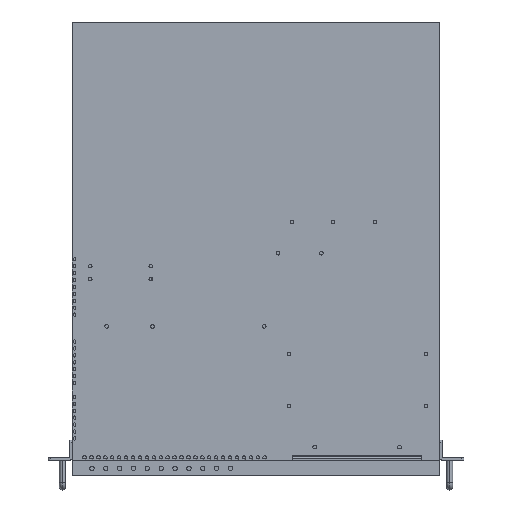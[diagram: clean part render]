
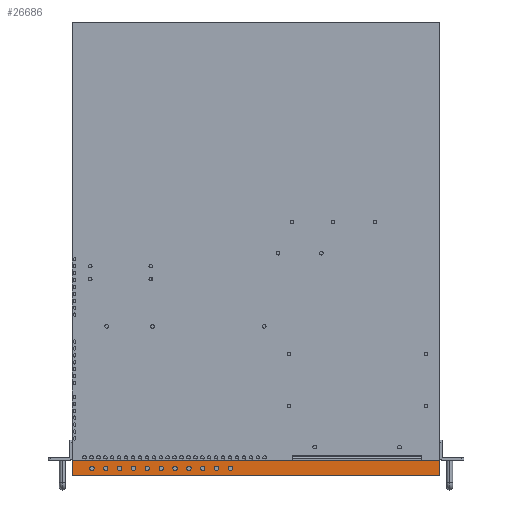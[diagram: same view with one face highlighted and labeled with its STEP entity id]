
A CAD part, front view. The second image highlights one B-rep face of the part: STEP entity #26686.
In plain terms, the highlighted planar face has unit normal (0, -1, 0).
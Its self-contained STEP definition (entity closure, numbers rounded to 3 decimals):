
#23560=DIRECTION('',(-1.,0.,0.));
#23561=VECTOR('',#23560,424.);
#23562=CARTESIAN_POINT('',(212.,0.,-253.));
#23563=LINE('',#23562,#23561);
#24296=DIRECTION('',(0.,0.,-1.));
#24297=VECTOR('',#24296,18.);
#24298=CARTESIAN_POINT('',(212.,0.,-253.));
#24299=LINE('',#24298,#24297);
#24300=CARTESIAN_POINT('',(-189.5,0.,-262.5));
#24301=DIRECTION('',(0.,-1.,0.));
#24302=DIRECTION('',(-1.,0.,0.));
#24303=AXIS2_PLACEMENT_3D('',#24300,#24301,#24302);
#24305=CARTESIAN_POINT('',(-189.5,0.,-262.5));
#24306=DIRECTION('',(0.,-1.,0.));
#24307=DIRECTION('',(1.,0.,0.));
#24308=AXIS2_PLACEMENT_3D('',#24305,#24306,#24307);
#24310=CARTESIAN_POINT('',(-173.5,0.,-262.5));
#24311=DIRECTION('',(0.,-1.,0.));
#24312=DIRECTION('',(-1.,0.,0.));
#24313=AXIS2_PLACEMENT_3D('',#24310,#24311,#24312);
#24315=CARTESIAN_POINT('',(-173.5,0.,-262.5));
#24316=DIRECTION('',(0.,-1.,0.));
#24317=DIRECTION('',(1.,0.,0.));
#24318=AXIS2_PLACEMENT_3D('',#24315,#24316,#24317);
#24320=CARTESIAN_POINT('',(-157.5,0.,-262.5));
#24321=DIRECTION('',(0.,-1.,0.));
#24322=DIRECTION('',(-1.,0.,0.));
#24323=AXIS2_PLACEMENT_3D('',#24320,#24321,#24322);
#24325=CARTESIAN_POINT('',(-157.5,0.,-262.5));
#24326=DIRECTION('',(0.,-1.,0.));
#24327=DIRECTION('',(1.,0.,0.));
#24328=AXIS2_PLACEMENT_3D('',#24325,#24326,#24327);
#24330=CARTESIAN_POINT('',(-141.5,0.,-262.5));
#24331=DIRECTION('',(0.,-1.,0.));
#24332=DIRECTION('',(-1.,0.,0.));
#24333=AXIS2_PLACEMENT_3D('',#24330,#24331,#24332);
#24335=CARTESIAN_POINT('',(-141.5,0.,-262.5));
#24336=DIRECTION('',(0.,-1.,0.));
#24337=DIRECTION('',(1.,0.,0.));
#24338=AXIS2_PLACEMENT_3D('',#24335,#24336,#24337);
#24340=CARTESIAN_POINT('',(-125.5,0.,-262.5));
#24341=DIRECTION('',(0.,-1.,0.));
#24342=DIRECTION('',(-1.,0.,0.));
#24343=AXIS2_PLACEMENT_3D('',#24340,#24341,#24342);
#24345=CARTESIAN_POINT('',(-125.5,0.,-262.5));
#24346=DIRECTION('',(0.,-1.,0.));
#24347=DIRECTION('',(1.,0.,0.));
#24348=AXIS2_PLACEMENT_3D('',#24345,#24346,#24347);
#24350=CARTESIAN_POINT('',(-109.5,0.,-262.5));
#24351=DIRECTION('',(0.,-1.,0.));
#24352=DIRECTION('',(-1.,0.,0.));
#24353=AXIS2_PLACEMENT_3D('',#24350,#24351,#24352);
#24355=CARTESIAN_POINT('',(-109.5,0.,-262.5));
#24356=DIRECTION('',(0.,-1.,0.));
#24357=DIRECTION('',(1.,0.,0.));
#24358=AXIS2_PLACEMENT_3D('',#24355,#24356,#24357);
#24360=CARTESIAN_POINT('',(-93.5,0.,-262.5));
#24361=DIRECTION('',(0.,-1.,0.));
#24362=DIRECTION('',(-1.,0.,0.));
#24363=AXIS2_PLACEMENT_3D('',#24360,#24361,#24362);
#24365=CARTESIAN_POINT('',(-93.5,0.,-262.5));
#24366=DIRECTION('',(0.,-1.,0.));
#24367=DIRECTION('',(1.,0.,0.));
#24368=AXIS2_PLACEMENT_3D('',#24365,#24366,#24367);
#24370=CARTESIAN_POINT('',(-77.5,0.,-262.5));
#24371=DIRECTION('',(0.,-1.,0.));
#24372=DIRECTION('',(-1.,0.,0.));
#24373=AXIS2_PLACEMENT_3D('',#24370,#24371,#24372);
#24375=CARTESIAN_POINT('',(-77.5,0.,-262.5));
#24376=DIRECTION('',(0.,-1.,0.));
#24377=DIRECTION('',(1.,0.,0.));
#24378=AXIS2_PLACEMENT_3D('',#24375,#24376,#24377);
#24380=CARTESIAN_POINT('',(-61.5,0.,-262.5));
#24381=DIRECTION('',(0.,-1.,0.));
#24382=DIRECTION('',(-1.,0.,0.));
#24383=AXIS2_PLACEMENT_3D('',#24380,#24381,#24382);
#24385=CARTESIAN_POINT('',(-61.5,0.,-262.5));
#24386=DIRECTION('',(0.,-1.,0.));
#24387=DIRECTION('',(1.,0.,0.));
#24388=AXIS2_PLACEMENT_3D('',#24385,#24386,#24387);
#24390=CARTESIAN_POINT('',(-45.5,0.,-262.5));
#24391=DIRECTION('',(0.,-1.,0.));
#24392=DIRECTION('',(-1.,0.,0.));
#24393=AXIS2_PLACEMENT_3D('',#24390,#24391,#24392);
#24395=CARTESIAN_POINT('',(-45.5,0.,-262.5));
#24396=DIRECTION('',(0.,-1.,0.));
#24397=DIRECTION('',(1.,0.,0.));
#24398=AXIS2_PLACEMENT_3D('',#24395,#24396,#24397);
#24400=CARTESIAN_POINT('',(-29.5,0.,-262.5));
#24401=DIRECTION('',(0.,-1.,0.));
#24402=DIRECTION('',(-1.,0.,0.));
#24403=AXIS2_PLACEMENT_3D('',#24400,#24401,#24402);
#24405=CARTESIAN_POINT('',(-29.5,0.,-262.5));
#24406=DIRECTION('',(0.,-1.,0.));
#24407=DIRECTION('',(1.,0.,0.));
#24408=AXIS2_PLACEMENT_3D('',#24405,#24406,#24407);
#24418=DIRECTION('',(0.,0.,-1.));
#24419=VECTOR('',#24418,18.);
#24420=CARTESIAN_POINT('',(-212.,0.,-253.));
#24421=LINE('',#24420,#24419);
#24434=DIRECTION('',(-1.,0.,0.));
#24435=VECTOR('',#24434,424.);
#24436=CARTESIAN_POINT('',(212.,0.,-271.));
#24437=LINE('',#24436,#24435);
#25477=CARTESIAN_POINT('',(212.,0.,-253.));
#25479=VERTEX_POINT('',#25477);
#25480=CARTESIAN_POINT('',(-212.,0.,-253.));
#25481=VERTEX_POINT('',#25480);
#25485=CARTESIAN_POINT('',(212.,0.,-271.));
#25487=VERTEX_POINT('',#25485);
#25488=CARTESIAN_POINT('',(-212.,0.,-271.));
#25489=VERTEX_POINT('',#25488);
#25524=CARTESIAN_POINT('',(-192.,0.,-262.5));
#25525=CARTESIAN_POINT('',(-187.,0.,-262.5));
#25526=VERTEX_POINT('',#25524);
#25527=VERTEX_POINT('',#25525);
#25532=CARTESIAN_POINT('',(-176.,0.,-262.5));
#25533=CARTESIAN_POINT('',(-171.,0.,-262.5));
#25534=VERTEX_POINT('',#25532);
#25535=VERTEX_POINT('',#25533);
#25540=CARTESIAN_POINT('',(-160.,0.,-262.5));
#25541=CARTESIAN_POINT('',(-155.,0.,-262.5));
#25542=VERTEX_POINT('',#25540);
#25543=VERTEX_POINT('',#25541);
#25548=CARTESIAN_POINT('',(-144.,0.,-262.5));
#25549=CARTESIAN_POINT('',(-139.,0.,-262.5));
#25550=VERTEX_POINT('',#25548);
#25551=VERTEX_POINT('',#25549);
#25556=CARTESIAN_POINT('',(-128.,0.,-262.5));
#25557=CARTESIAN_POINT('',(-123.,0.,-262.5));
#25558=VERTEX_POINT('',#25556);
#25559=VERTEX_POINT('',#25557);
#25564=CARTESIAN_POINT('',(-112.,0.,-262.5));
#25565=CARTESIAN_POINT('',(-107.,0.,-262.5));
#25566=VERTEX_POINT('',#25564);
#25567=VERTEX_POINT('',#25565);
#25572=CARTESIAN_POINT('',(-96.,0.,-262.5));
#25573=CARTESIAN_POINT('',(-91.,0.,-262.5));
#25574=VERTEX_POINT('',#25572);
#25575=VERTEX_POINT('',#25573);
#25580=CARTESIAN_POINT('',(-80.,0.,-262.5));
#25581=CARTESIAN_POINT('',(-75.,0.,-262.5));
#25582=VERTEX_POINT('',#25580);
#25583=VERTEX_POINT('',#25581);
#25588=CARTESIAN_POINT('',(-64.,0.,-262.5));
#25589=CARTESIAN_POINT('',(-59.,0.,-262.5));
#25590=VERTEX_POINT('',#25588);
#25591=VERTEX_POINT('',#25589);
#25596=CARTESIAN_POINT('',(-48.,0.,-262.5));
#25597=CARTESIAN_POINT('',(-43.,0.,-262.5));
#25598=VERTEX_POINT('',#25596);
#25599=VERTEX_POINT('',#25597);
#25604=CARTESIAN_POINT('',(-32.,0.,-262.5));
#25605=CARTESIAN_POINT('',(-27.,0.,-262.5));
#25606=VERTEX_POINT('',#25604);
#25607=VERTEX_POINT('',#25605);
#26607=CARTESIAN_POINT('',(212.,0.,-253.));
#26608=DIRECTION('',(0.,-1.,0.));
#26609=DIRECTION('',(-1.,0.,0.));
#26610=AXIS2_PLACEMENT_3D('',#26607,#26608,#26609);
#26611=PLANE('',#26610);
#26612=ORIENTED_EDGE('',*,*,#26043,.F.);
#26614=ORIENTED_EDGE('',*,*,#26613,.T.);
#26616=ORIENTED_EDGE('',*,*,#26615,.T.);
#26618=ORIENTED_EDGE('',*,*,#26617,.F.);
#26619=EDGE_LOOP('',(#26612,#26614,#26616,#26618));
#26620=FACE_OUTER_BOUND('',#26619,.F.);
#26621=ORIENTED_EDGE('',*,*,#26597,.T.);
#26623=ORIENTED_EDGE('',*,*,#26622,.T.);
#26624=EDGE_LOOP('',(#26621,#26623));
#26625=FACE_BOUND('',#26624,.F.);
#26627=ORIENTED_EDGE('',*,*,#26626,.T.);
#26629=ORIENTED_EDGE('',*,*,#26628,.T.);
#26630=EDGE_LOOP('',(#26627,#26629));
#26631=FACE_BOUND('',#26630,.F.);
#26633=ORIENTED_EDGE('',*,*,#26632,.T.);
#26635=ORIENTED_EDGE('',*,*,#26634,.T.);
#26636=EDGE_LOOP('',(#26633,#26635));
#26637=FACE_BOUND('',#26636,.F.);
#26639=ORIENTED_EDGE('',*,*,#26638,.T.);
#26641=ORIENTED_EDGE('',*,*,#26640,.T.);
#26642=EDGE_LOOP('',(#26639,#26641));
#26643=FACE_BOUND('',#26642,.F.);
#26645=ORIENTED_EDGE('',*,*,#26644,.T.);
#26647=ORIENTED_EDGE('',*,*,#26646,.T.);
#26648=EDGE_LOOP('',(#26645,#26647));
#26649=FACE_BOUND('',#26648,.F.);
#26651=ORIENTED_EDGE('',*,*,#26650,.T.);
#26653=ORIENTED_EDGE('',*,*,#26652,.T.);
#26654=EDGE_LOOP('',(#26651,#26653));
#26655=FACE_BOUND('',#26654,.F.);
#26657=ORIENTED_EDGE('',*,*,#26656,.T.);
#26659=ORIENTED_EDGE('',*,*,#26658,.T.);
#26660=EDGE_LOOP('',(#26657,#26659));
#26661=FACE_BOUND('',#26660,.F.);
#26663=ORIENTED_EDGE('',*,*,#26662,.T.);
#26665=ORIENTED_EDGE('',*,*,#26664,.T.);
#26666=EDGE_LOOP('',(#26663,#26665));
#26667=FACE_BOUND('',#26666,.F.);
#26669=ORIENTED_EDGE('',*,*,#26668,.T.);
#26671=ORIENTED_EDGE('',*,*,#26670,.T.);
#26672=EDGE_LOOP('',(#26669,#26671));
#26673=FACE_BOUND('',#26672,.F.);
#26675=ORIENTED_EDGE('',*,*,#26674,.T.);
#26677=ORIENTED_EDGE('',*,*,#26676,.T.);
#26678=EDGE_LOOP('',(#26675,#26677));
#26679=FACE_BOUND('',#26678,.F.);
#26681=ORIENTED_EDGE('',*,*,#26680,.T.);
#26683=ORIENTED_EDGE('',*,*,#26682,.T.);
#26684=EDGE_LOOP('',(#26681,#26683));
#26685=FACE_BOUND('',#26684,.F.);
#26686=ADVANCED_FACE('',(#26620,#26625,#26631,#26637,#26643,#26649,#26655,
#26661,#26667,#26673,#26679,#26685),#26611,.T.);
#24304=CIRCLE('',#24303,2.5);
#24309=CIRCLE('',#24308,2.5);
#24314=CIRCLE('',#24313,2.5);
#24319=CIRCLE('',#24318,2.5);
#24324=CIRCLE('',#24323,2.5);
#24329=CIRCLE('',#24328,2.5);
#24334=CIRCLE('',#24333,2.5);
#24339=CIRCLE('',#24338,2.5);
#24344=CIRCLE('',#24343,2.5);
#24349=CIRCLE('',#24348,2.5);
#24354=CIRCLE('',#24353,2.5);
#24359=CIRCLE('',#24358,2.5);
#24364=CIRCLE('',#24363,2.5);
#24369=CIRCLE('',#24368,2.5);
#24374=CIRCLE('',#24373,2.5);
#24379=CIRCLE('',#24378,2.5);
#24384=CIRCLE('',#24383,2.5);
#24389=CIRCLE('',#24388,2.5);
#24394=CIRCLE('',#24393,2.5);
#24399=CIRCLE('',#24398,2.5);
#24404=CIRCLE('',#24403,2.5);
#24409=CIRCLE('',#24408,2.5);
#26043=EDGE_CURVE('',#25479,#25481,#23563,.T.);
#26597=EDGE_CURVE('',#25526,#25527,#24304,.T.);
#26613=EDGE_CURVE('',#25479,#25487,#24299,.T.);
#26615=EDGE_CURVE('',#25487,#25489,#24437,.T.);
#26617=EDGE_CURVE('',#25481,#25489,#24421,.T.);
#26622=EDGE_CURVE('',#25527,#25526,#24309,.T.);
#26626=EDGE_CURVE('',#25534,#25535,#24314,.T.);
#26628=EDGE_CURVE('',#25535,#25534,#24319,.T.);
#26632=EDGE_CURVE('',#25542,#25543,#24324,.T.);
#26634=EDGE_CURVE('',#25543,#25542,#24329,.T.);
#26638=EDGE_CURVE('',#25550,#25551,#24334,.T.);
#26640=EDGE_CURVE('',#25551,#25550,#24339,.T.);
#26644=EDGE_CURVE('',#25558,#25559,#24344,.T.);
#26646=EDGE_CURVE('',#25559,#25558,#24349,.T.);
#26650=EDGE_CURVE('',#25566,#25567,#24354,.T.);
#26652=EDGE_CURVE('',#25567,#25566,#24359,.T.);
#26656=EDGE_CURVE('',#25574,#25575,#24364,.T.);
#26658=EDGE_CURVE('',#25575,#25574,#24369,.T.);
#26662=EDGE_CURVE('',#25582,#25583,#24374,.T.);
#26664=EDGE_CURVE('',#25583,#25582,#24379,.T.);
#26668=EDGE_CURVE('',#25590,#25591,#24384,.T.);
#26670=EDGE_CURVE('',#25591,#25590,#24389,.T.);
#26674=EDGE_CURVE('',#25598,#25599,#24394,.T.);
#26676=EDGE_CURVE('',#25599,#25598,#24399,.T.);
#26680=EDGE_CURVE('',#25606,#25607,#24404,.T.);
#26682=EDGE_CURVE('',#25607,#25606,#24409,.T.);
